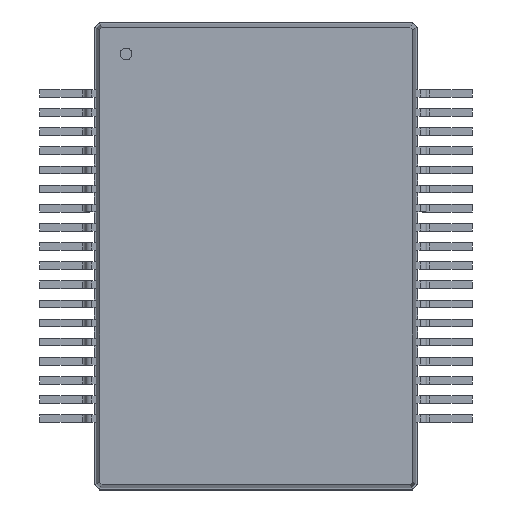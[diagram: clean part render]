
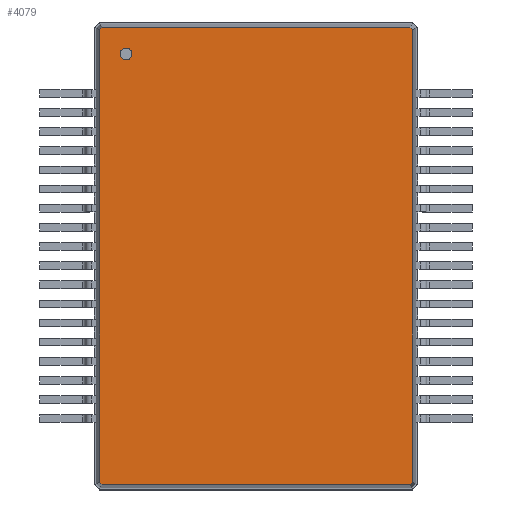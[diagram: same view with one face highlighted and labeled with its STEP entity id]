
A CAD part, top view. The second image highlights one B-rep face of the part: STEP entity #4079.
In plain terms, the highlighted planar face has unit normal (0, 0, 1).
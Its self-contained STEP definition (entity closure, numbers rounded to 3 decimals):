
#13=DIRECTION('',(0.,0.,1.));
#27=VECTOR('',#28,1.);
#28=DIRECTION('',(0.,-1.,0.));
#49=DIRECTION('',(0.,1.,0.));
#59=VECTOR('',#60,1.);
#60=DIRECTION('',(1.,0.,0.));
#131=VECTOR('',#132,1.);
#132=DIRECTION('',(-1.,0.,0.));
#501=VECTOR('',#502,1.);
#502=DIRECTION('',(0.707,-0.707,0.));
#508=VECTOR('',#509,1.);
#509=DIRECTION('',(-0.707,-0.707,0.));
#520=VECTOR('',#521,1.);
#521=DIRECTION('',(-0.707,0.707,0.));
#527=VECTOR('',#49,1.);
#531=VECTOR('',#532,1.);
#532=DIRECTION('',(0.707,0.707,0.));
#1398=VERTEX_POINT('',#1399);
#1399=CARTESIAN_POINT('',(5.314,-7.682,1.6));
#1401=ORIENTED_EDGE('',*,*,#1402,.F.);
#1402=EDGE_CURVE('',#1403,#1398,#1405,.T.);
#1403=VERTEX_POINT('',#1404);
#1404=CARTESIAN_POINT('',(5.314,7.682,1.6));
#1405=LINE('',#1404,#27);
#4070=ORIENTED_EDGE('',*,*,#4071,.F.);
#4071=EDGE_CURVE('',#4072,#1403,#4074,.T.);
#4072=VERTEX_POINT('',#4073);
#4073=CARTESIAN_POINT('',(5.232,7.764,1.6));
#4074=LINE('',#4073,#501);
#4079=ADVANCED_FACE('',(#4080,#4110),#4119,.T.);
#4080=FACE_BOUND('',#4081,.T.);
#4081=EDGE_LOOP('',(#4082,#4087,#4092,#4097,#4102,#4107,#1401,#4070));
#4082=ORIENTED_EDGE('',*,*,#4083,.F.);
#4083=EDGE_CURVE('',#4084,#4072,#4086,.T.);
#4084=VERTEX_POINT('',#4085);
#4085=CARTESIAN_POINT('',(-5.232,7.764,1.6));
#4086=LINE('',#4085,#59);
#4087=ORIENTED_EDGE('',*,*,#4088,.F.);
#4088=EDGE_CURVE('',#4089,#4084,#4091,.T.);
#4089=VERTEX_POINT('',#4090);
#4090=CARTESIAN_POINT('',(-5.314,7.682,1.6));
#4091=LINE('',#4090,#531);
#4092=ORIENTED_EDGE('',*,*,#4093,.F.);
#4093=EDGE_CURVE('',#4094,#4089,#4096,.T.);
#4094=VERTEX_POINT('',#4095);
#4095=CARTESIAN_POINT('',(-5.314,-7.682,1.6));
#4096=LINE('',#4095,#527);
#4097=ORIENTED_EDGE('',*,*,#4098,.F.);
#4098=EDGE_CURVE('',#4099,#4094,#4101,.T.);
#4099=VERTEX_POINT('',#4100);
#4100=CARTESIAN_POINT('',(-5.232,-7.764,1.6));
#4101=LINE('',#4100,#520);
#4102=ORIENTED_EDGE('',*,*,#4103,.F.);
#4103=EDGE_CURVE('',#4104,#4099,#4106,.T.);
#4104=VERTEX_POINT('',#4105);
#4105=CARTESIAN_POINT('',(5.232,-7.764,1.6));
#4106=LINE('',#4105,#131);
#4107=ORIENTED_EDGE('',*,*,#4108,.F.);
#4108=EDGE_CURVE('',#1398,#4104,#4109,.T.);
#4109=LINE('',#1399,#508);
#4110=FACE_BOUND('',#4111,.T.);
#4111=EDGE_LOOP('',(#4112));
#4112=ORIENTED_EDGE('',*,*,#4113,.F.);
#4113=EDGE_CURVE('',#4114,#4114,#4116,.T.);
#4114=VERTEX_POINT('',#4115);
#4115=CARTESIAN_POINT('',(-4.414,6.664,1.6));
#4116=CIRCLE('',#4117,0.2);
#4117=AXIS2_PLACEMENT_3D('',#4118,#13,#28);
#4118=CARTESIAN_POINT('',(-4.414,6.864,1.6));
#4119=PLANE('',#4120);
#4120=AXIS2_PLACEMENT_3D('',#4085,#13,#4121);
#4121=DIRECTION('',(0.559,-0.829,0.));
